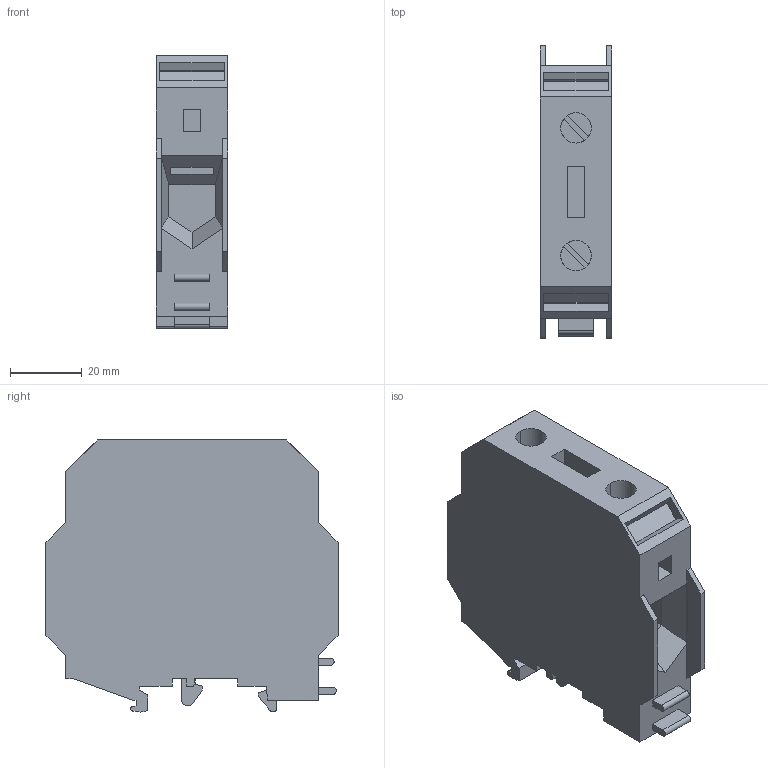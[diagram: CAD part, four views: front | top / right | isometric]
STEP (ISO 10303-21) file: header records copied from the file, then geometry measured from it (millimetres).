
FILE_DESCRIPTION(('Creo Elements/Direct Modeling STEP Export'),'2;1');
FILE_NAME('model.stp','2018-02-16T10:57:59',(''),(''),'Creo Elements/Direct Modeling STEP processor for AP214 (Solid Model)','Creo Elements/Direct Modeling 18.1I 14-Aug-2016 (C) Parametric Technology GmbH','');
FILE_SCHEMA(('AUTOMOTIVE_DESIGN { 1 0 10303 214 1 1 1 1 }'));
Length unit declared in the file: millimetre
Products named in the file (2): UKH_50_1500V-select
Assembly tree (1 placements, depth 2):
  UKH_50_1500V-select
    UKH_50_1500V-select
Bounding box: 20 x 81.4 x 75.8 mm (x, y, z)
Volume: 83405.9 mm3; surface area: 22642.4 mm2
Topology: 1 solids, 1 shells, 158 faces, 417 edges, 272 vertices
Faces by surface type: plane 147, cylinder 11
Entity records: 5977 total; most frequent: ORIENTED_EDGE 834, CARTESIAN_POINT 823, DIRECTION 726, EDGE_CURVE 417, VECTOR 376, LINE 376, VERTEX_POINT 272, AXIS2_PLACEMENT_3D 175
